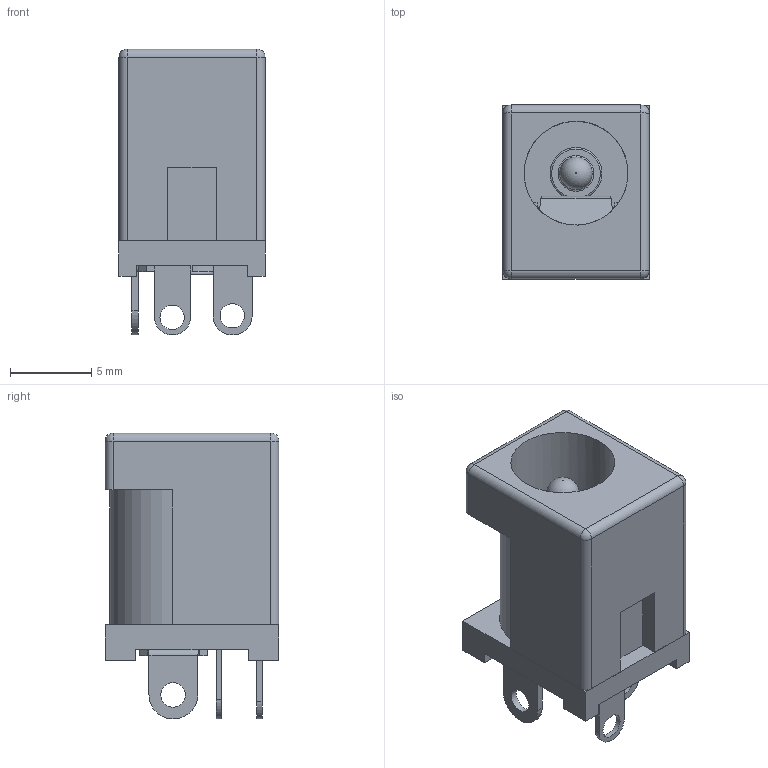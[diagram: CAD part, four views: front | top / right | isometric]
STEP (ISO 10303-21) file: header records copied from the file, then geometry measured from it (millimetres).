
FILE_DESCRIPTION(/* description */ ('Unknown'),/* implementation_level */ '2;1');
FILE_NAME(/* name */ 'J_Wurth_WR-DC_694106402002',/* time_stamp */ '2025-09-18T16:37:21+08:00',/* author */ ('Unknown'),/* organization */ ('Unknown'),/* preprocessor_version */ 'ST-DEVELOPER v19.4',/* originating_system */ 'Solid Edge',/* authorisation */ 'Unknown');
FILE_SCHEMA (('AUTOMOTIVE_DESIGN {1 0 10303 214 3 1 1}'));
Length unit declared in the file: millimetre
Products named in the file (2): J_Wurth_WR-DC_694106402002
Assembly tree (1 placements, depth 2):
  J_Wurth_WR-DC_694106402002
    J_Wurth_WR-DC_694106402002
Bounding box: 9 x 10.7 x 17.6 mm (x, y, z)
Volume: 743.1 mm3; surface area: 1758.9 mm2
Topology: 6 solids, 6 shells, 206 faces, 545 edges, 351 vertices
Faces by surface type: plane 131, cylinder 51, torus 16, bspline 4, sphere 4
Full cylindrical faces by diameter (mm): 1.5 x3, 1.8 x1, 2 x5, 3.2 x2, 6.4 x1
Entity records: 6337 total; most frequent: CARTESIAN_POINT 1189, DIRECTION 1033, ORIENTED_EDGE 1026, EDGE_CURVE 513, LINE 377, VECTOR 377, VERTEX_POINT 344, AXIS2_PLACEMENT_3D 328
